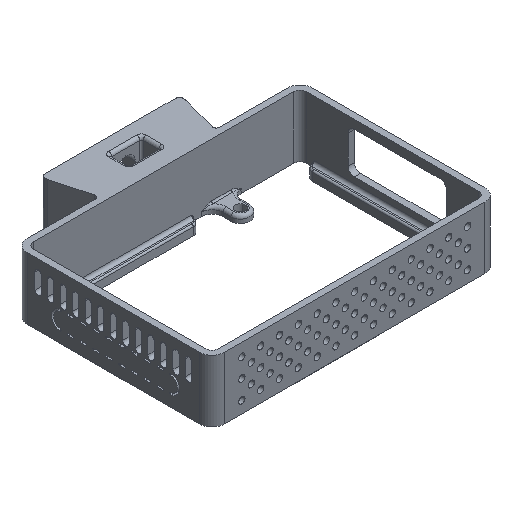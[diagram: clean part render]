
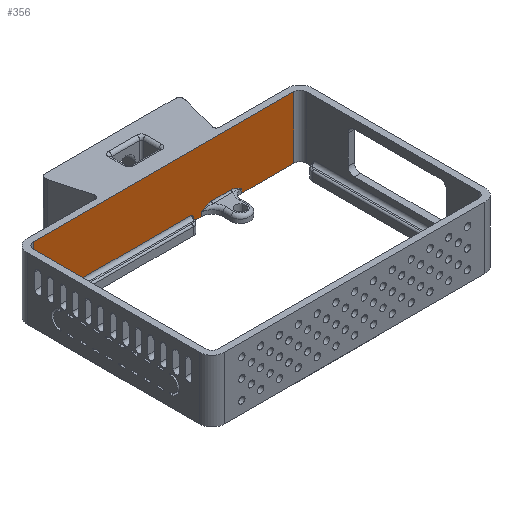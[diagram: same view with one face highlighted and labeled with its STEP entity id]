
A CAD part, isometric view. The second image highlights one B-rep face of the part: STEP entity #356.
In plain terms, the highlighted planar face has unit normal (0, -1, 0).
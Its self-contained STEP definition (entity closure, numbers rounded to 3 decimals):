
#35=AXIS2_PLACEMENT_3D('Plane Axis2P3D',#32,#33,#34) ;
#32=CARTESIAN_POINT('Axis2P3D Location',(-6.,55.,0.)) ;
#41=CARTESIAN_POINT('Vertex',(9.,55.,0.)) ;
#43=CARTESIAN_POINT('Vertex',(49.,55.,0.)) ;
#77=CARTESIAN_POINT('Line Origine',(9.,55.,-0.5)) ;
#81=CARTESIAN_POINT('Vertex',(9.,55.,0.882)) ;
#157=CARTESIAN_POINT('Line Origine',(49.,55.,-0.5)) ;
#161=CARTESIAN_POINT('Vertex',(49.,55.,0.882)) ;
#188=CARTESIAN_POINT('Control Point',(49.,55.,0.882)) ;
#189=CARTESIAN_POINT('Control Point',(49.,55.,1.053)) ;
#190=CARTESIAN_POINT('Control Point',(48.955,55.,1.215)) ;
#191=CARTESIAN_POINT('Control Point',(48.885,55.,1.35)) ;
#192=CARTESIAN_POINT('Control Point',(48.78,55.,1.516)) ;
#193=CARTESIAN_POINT('Control Point',(48.669,55.,1.664)) ;
#194=CARTESIAN_POINT('Control Point',(48.637,55.,1.706)) ;
#195=CARTESIAN_POINT('Control Point',(48.581,55.,1.778)) ;
#196=CARTESIAN_POINT('Control Point',(48.525,55.,1.85)) ;
#197=CARTESIAN_POINT('Control Point',(48.501,55.,1.881)) ;
#198=CARTESIAN_POINT('Control Point',(48.47,55.,1.923)) ;
#199=CARTESIAN_POINT('Control Point',(48.439,55.,1.966)) ;
#200=CARTESIAN_POINT('Control Point',(48.43,55.,1.978)) ;
#201=CARTESIAN_POINT('Control Point',(48.422,55.,1.989)) ;
#202=CARTESIAN_POINT('Control Point',(48.414,55.,2.)) ;
#203=CARTESIAN_POINT('Vertex',(48.414,55.,2.)) ;
#206=CARTESIAN_POINT('Line Origine',(39.5,55.,0.)) ;
#210=CARTESIAN_POINT('Vertex',(51.5,55.,0.)) ;
#213=CARTESIAN_POINT('Line Origine',(51.5,55.,8.9)) ;
#217=CARTESIAN_POINT('Vertex',(51.5,55.,1.2)) ;
#221=CARTESIAN_POINT('Control Point',(51.5,55.,1.2)) ;
#222=CARTESIAN_POINT('Control Point',(52.059,55.,1.595)) ;
#223=CARTESIAN_POINT('Control Point',(52.625,55.,1.991)) ;
#224=CARTESIAN_POINT('Control Point',(53.215,55.,2.358)) ;
#225=CARTESIAN_POINT('Control Point',(53.998,55.,2.7)) ;
#226=CARTESIAN_POINT('Control Point',(54.854,55.,2.7)) ;
#227=CARTESIAN_POINT('Vertex',(54.854,55.,2.7)) ;
#230=CARTESIAN_POINT('Line Origine',(39.5,55.,2.7)) ;
#234=CARTESIAN_POINT('Vertex',(61.146,55.,2.7)) ;
#238=CARTESIAN_POINT('Control Point',(61.146,55.,2.7)) ;
#239=CARTESIAN_POINT('Control Point',(62.002,55.,2.7)) ;
#240=CARTESIAN_POINT('Control Point',(62.785,55.,2.358)) ;
#241=CARTESIAN_POINT('Control Point',(63.375,55.,1.991)) ;
#242=CARTESIAN_POINT('Control Point',(63.941,55.,1.595)) ;
#243=CARTESIAN_POINT('Control Point',(64.5,55.,1.2)) ;
#244=CARTESIAN_POINT('Vertex',(64.5,55.,1.2)) ;
#247=CARTESIAN_POINT('Line Origine',(64.5,55.,8.9)) ;
#251=CARTESIAN_POINT('Vertex',(64.5,55.,0.)) ;
#254=CARTESIAN_POINT('Line Origine',(39.5,55.,0.)) ;
#258=CARTESIAN_POINT('Vertex',(81.,55.,0.)) ;
#261=CARTESIAN_POINT('Line Origine',(81.,55.,8.9)) ;
#265=CARTESIAN_POINT('Vertex',(81.,55.,19.8)) ;
#268=CARTESIAN_POINT('Line Origine',(39.5,55.,19.8)) ;
#272=CARTESIAN_POINT('Vertex',(-2.,55.,19.8)) ;
#275=CARTESIAN_POINT('Line Origine',(-2.,55.,8.9)) ;
#279=CARTESIAN_POINT('Vertex',(-2.,55.,2.7)) ;
#282=CARTESIAN_POINT('Line Origine',(39.5,55.,2.7)) ;
#286=CARTESIAN_POINT('Vertex',(3.146,55.,2.7)) ;
#290=CARTESIAN_POINT('Control Point',(3.146,55.,2.7)) ;
#291=CARTESIAN_POINT('Control Point',(4.002,55.,2.7)) ;
#292=CARTESIAN_POINT('Control Point',(4.785,55.,2.358)) ;
#293=CARTESIAN_POINT('Control Point',(5.375,55.,1.991)) ;
#294=CARTESIAN_POINT('Control Point',(5.941,55.,1.595)) ;
#295=CARTESIAN_POINT('Control Point',(6.5,55.,1.2)) ;
#296=CARTESIAN_POINT('Vertex',(6.5,55.,1.2)) ;
#299=CARTESIAN_POINT('Line Origine',(6.5,55.,8.9)) ;
#303=CARTESIAN_POINT('Vertex',(6.5,55.,0.)) ;
#306=CARTESIAN_POINT('Line Origine',(39.5,55.,0.)) ;
#312=CARTESIAN_POINT('Control Point',(9.,55.,0.882)) ;
#313=CARTESIAN_POINT('Control Point',(9.,55.,1.053)) ;
#314=CARTESIAN_POINT('Control Point',(9.045,55.,1.215)) ;
#315=CARTESIAN_POINT('Control Point',(9.115,55.,1.35)) ;
#316=CARTESIAN_POINT('Control Point',(9.22,55.,1.516)) ;
#317=CARTESIAN_POINT('Control Point',(9.331,55.,1.664)) ;
#318=CARTESIAN_POINT('Control Point',(9.363,55.,1.706)) ;
#319=CARTESIAN_POINT('Control Point',(9.419,55.,1.778)) ;
#320=CARTESIAN_POINT('Control Point',(9.475,55.,1.85)) ;
#321=CARTESIAN_POINT('Control Point',(9.499,55.,1.881)) ;
#322=CARTESIAN_POINT('Control Point',(9.53,55.,1.923)) ;
#323=CARTESIAN_POINT('Control Point',(9.561,55.,1.966)) ;
#324=CARTESIAN_POINT('Control Point',(9.57,55.,1.978)) ;
#325=CARTESIAN_POINT('Control Point',(9.578,55.,1.989)) ;
#326=CARTESIAN_POINT('Control Point',(9.586,55.,2.)) ;
#327=CARTESIAN_POINT('Vertex',(9.586,55.,2.)) ;
#330=CARTESIAN_POINT('Line Origine',(39.5,55.,2.)) ;
#33=DIRECTION('Axis2P3D Direction',(0.,-1.,0.)) ;
#34=DIRECTION('Axis2P3D XDirection',(1.,0.,0.)) ;
#78=DIRECTION('Vector Direction',(0.,0.,-1.)) ;
#158=DIRECTION('Vector Direction',(0.,0.,-1.)) ;
#207=DIRECTION('Vector Direction',(1.,0.,0.)) ;
#214=DIRECTION('Vector Direction',(0.,0.,1.)) ;
#231=DIRECTION('Vector Direction',(1.,0.,0.)) ;
#248=DIRECTION('Vector Direction',(0.,0.,1.)) ;
#255=DIRECTION('Vector Direction',(1.,0.,0.)) ;
#262=DIRECTION('Vector Direction',(0.,0.,1.)) ;
#269=DIRECTION('Vector Direction',(1.,0.,0.)) ;
#276=DIRECTION('Vector Direction',(0.,0.,1.)) ;
#283=DIRECTION('Vector Direction',(1.,0.,0.)) ;
#300=DIRECTION('Vector Direction',(0.,0.,1.)) ;
#307=DIRECTION('Vector Direction',(1.,0.,0.)) ;
#331=DIRECTION('Vector Direction',(1.,0.,0.)) ;
#79=VECTOR('Line Direction',#78,1.) ;
#159=VECTOR('Line Direction',#158,1.) ;
#208=VECTOR('Line Direction',#207,1.) ;
#215=VECTOR('Line Direction',#214,1.) ;
#232=VECTOR('Line Direction',#231,1.) ;
#249=VECTOR('Line Direction',#248,1.) ;
#256=VECTOR('Line Direction',#255,1.) ;
#263=VECTOR('Line Direction',#262,1.) ;
#270=VECTOR('Line Direction',#269,1.) ;
#277=VECTOR('Line Direction',#276,1.) ;
#284=VECTOR('Line Direction',#283,1.) ;
#301=VECTOR('Line Direction',#300,1.) ;
#308=VECTOR('Line Direction',#307,1.) ;
#332=VECTOR('Line Direction',#331,1.) ;
#335=EDGE_LOOP('',(#336,#337,#338,#339,#340,#341,#342,#343,#344,#345,#346,#347,#348,#349,#350,#351,#352,#353,#354)) ;
#336=ORIENTED_EDGE('',*,*,#205,.F.) ;
#337=ORIENTED_EDGE('',*,*,#163,.T.) ;
#338=ORIENTED_EDGE('',*,*,#212,.T.) ;
#339=ORIENTED_EDGE('',*,*,#219,.T.) ;
#340=ORIENTED_EDGE('',*,*,#229,.F.) ;
#341=ORIENTED_EDGE('',*,*,#236,.F.) ;
#342=ORIENTED_EDGE('',*,*,#246,.F.) ;
#343=ORIENTED_EDGE('',*,*,#253,.F.) ;
#344=ORIENTED_EDGE('',*,*,#260,.T.) ;
#345=ORIENTED_EDGE('',*,*,#267,.F.) ;
#346=ORIENTED_EDGE('',*,*,#274,.F.) ;
#347=ORIENTED_EDGE('',*,*,#281,.T.) ;
#348=ORIENTED_EDGE('',*,*,#288,.F.) ;
#349=ORIENTED_EDGE('',*,*,#298,.F.) ;
#350=ORIENTED_EDGE('',*,*,#305,.F.) ;
#351=ORIENTED_EDGE('',*,*,#310,.T.) ;
#352=ORIENTED_EDGE('',*,*,#83,.F.) ;
#353=ORIENTED_EDGE('',*,*,#329,.F.) ;
#354=ORIENTED_EDGE('',*,*,#334,.F.) ;
#83=EDGE_CURVE('',#82,#42,#80,.T.) ;
#163=EDGE_CURVE('',#162,#44,#160,.T.) ;
#205=EDGE_CURVE('',#162,#204,#187,.T.) ;
#212=EDGE_CURVE('',#44,#211,#209,.T.) ;
#219=EDGE_CURVE('',#211,#218,#216,.T.) ;
#229=EDGE_CURVE('',#228,#218,#220,.F.) ;
#236=EDGE_CURVE('',#235,#228,#233,.F.) ;
#246=EDGE_CURVE('',#245,#235,#237,.F.) ;
#253=EDGE_CURVE('',#252,#245,#250,.T.) ;
#260=EDGE_CURVE('',#252,#259,#257,.T.) ;
#267=EDGE_CURVE('',#266,#259,#264,.F.) ;
#274=EDGE_CURVE('',#273,#266,#271,.T.) ;
#281=EDGE_CURVE('',#273,#280,#278,.F.) ;
#288=EDGE_CURVE('',#287,#280,#285,.F.) ;
#298=EDGE_CURVE('',#297,#287,#289,.F.) ;
#305=EDGE_CURVE('',#304,#297,#302,.T.) ;
#310=EDGE_CURVE('',#304,#42,#309,.T.) ;
#329=EDGE_CURVE('',#328,#82,#311,.F.) ;
#334=EDGE_CURVE('',#204,#328,#333,.F.) ;
#42=VERTEX_POINT('',#41) ;
#44=VERTEX_POINT('',#43) ;
#82=VERTEX_POINT('',#81) ;
#162=VERTEX_POINT('',#161) ;
#204=VERTEX_POINT('',#203) ;
#211=VERTEX_POINT('',#210) ;
#218=VERTEX_POINT('',#217) ;
#228=VERTEX_POINT('',#227) ;
#235=VERTEX_POINT('',#234) ;
#245=VERTEX_POINT('',#244) ;
#252=VERTEX_POINT('',#251) ;
#259=VERTEX_POINT('',#258) ;
#266=VERTEX_POINT('',#265) ;
#273=VERTEX_POINT('',#272) ;
#280=VERTEX_POINT('',#279) ;
#287=VERTEX_POINT('',#286) ;
#297=VERTEX_POINT('',#296) ;
#304=VERTEX_POINT('',#303) ;
#328=VERTEX_POINT('',#327) ;
#80=LINE('Line',#77,#79) ;
#160=LINE('Line',#157,#159) ;
#209=LINE('Line',#206,#208) ;
#216=LINE('Line',#213,#215) ;
#233=LINE('Line',#230,#232) ;
#250=LINE('Line',#247,#249) ;
#257=LINE('Line',#254,#256) ;
#264=LINE('Line',#261,#263) ;
#271=LINE('Line',#268,#270) ;
#278=LINE('Line',#275,#277) ;
#285=LINE('Line',#282,#284) ;
#302=LINE('Line',#299,#301) ;
#309=LINE('Line',#306,#308) ;
#333=LINE('Line',#330,#332) ;
#36=PLANE('',#35) ;
#355=FACE_OUTER_BOUND('',#335,.T.) ;
#356=ADVANCED_FACE('Corps principal',(#355),#36,.T.) ;
#187=B_SPLINE_CURVE_WITH_KNOTS('',5,(#188,#189,#190,#191,#192,#193,#194,#195,#196,#197,#198,#199,#200,#201,#202),.UNSPECIFIED.,.F.,.U.,(6,3,3,3,6),(0.,1.169,1.65,2.008,2.13),.UNSPECIFIED.) ;
#220=B_SPLINE_CURVE_WITH_KNOTS('',5,(#221,#222,#223,#224,#225,#226),.UNSPECIFIED.,.F.,.U.,(6,6),(0.,5.569),.UNSPECIFIED.) ;
#237=B_SPLINE_CURVE_WITH_KNOTS('',5,(#238,#239,#240,#241,#242,#243),.UNSPECIFIED.,.F.,.U.,(6,6),(4.724,10.293),.UNSPECIFIED.) ;
#289=B_SPLINE_CURVE_WITH_KNOTS('',5,(#290,#291,#292,#293,#294,#295),.UNSPECIFIED.,.F.,.U.,(6,6),(4.724,10.293),.UNSPECIFIED.) ;
#311=B_SPLINE_CURVE_WITH_KNOTS('',5,(#312,#313,#314,#315,#316,#317,#318,#319,#320,#321,#322,#323,#324,#325,#326),.UNSPECIFIED.,.F.,.U.,(6,3,3,3,6),(0.,1.169,1.65,2.008,2.13),.UNSPECIFIED.) ;
